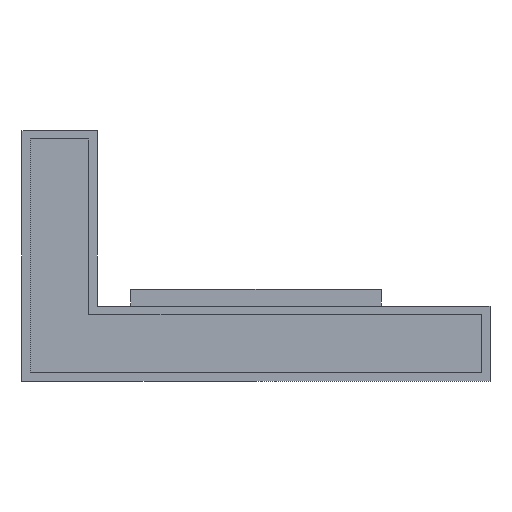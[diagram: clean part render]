
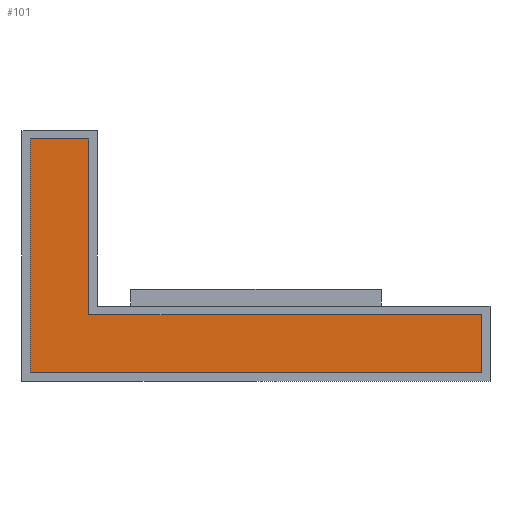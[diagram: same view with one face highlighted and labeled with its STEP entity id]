
A CAD part, front view. The second image highlights one B-rep face of the part: STEP entity #101.
In plain terms, the highlighted planar face has unit normal (0, -1, 0).
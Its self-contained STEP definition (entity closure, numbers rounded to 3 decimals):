
#101 = ADVANCED_FACE( '', ( #200 ), #201, .T. );
#200 = FACE_OUTER_BOUND( '', #291, .T. );
#201 = PLANE( '', #292 );
#291 = EDGE_LOOP( '', ( #520, #521, #522, #523, #524, #525 ) );
#292 = AXIS2_PLACEMENT_3D( '', #526, #527, #528 );
#520 = ORIENTED_EDGE( '', *, *, #566, .T. );
#521 = ORIENTED_EDGE( '', *, *, #561, .T. );
#522 = ORIENTED_EDGE( '', *, *, #574, .T. );
#523 = ORIENTED_EDGE( '', *, *, #578, .T. );
#524 = ORIENTED_EDGE( '', *, *, #614, .T. );
#525 = ORIENTED_EDGE( '', *, *, #591, .T. );
#526 = CARTESIAN_POINT( '', ( -2.7, -24.995, 1.4 ) );
#527 = DIRECTION( '', ( 0., -1., 0. ) );
#528 = DIRECTION( '', ( 0., 0., -1. ) );
#561 = EDGE_CURVE( '', #670, #671, #672, .T. );
#566 = EDGE_CURVE( '', #679, #670, #680, .T. );
#574 = EDGE_CURVE( '', #671, #691, #692, .T. );
#578 = EDGE_CURVE( '', #691, #697, #698, .T. );
#591 = EDGE_CURVE( '', #718, #679, #719, .T. );
#614 = EDGE_CURVE( '', #697, #718, #750, .T. );
#670 = VERTEX_POINT( '', #825 );
#671 = VERTEX_POINT( '', #826 );
#672 = LINE( '', #827, #828 );
#679 = VERTEX_POINT( '', #838 );
#680 = LINE( '', #839, #840 );
#691 = VERTEX_POINT( '', #856 );
#692 = LINE( '', #857, #858 );
#697 = VERTEX_POINT( '', #865 );
#698 = LINE( '', #866, #867 );
#718 = VERTEX_POINT( '', #896 );
#719 = LINE( '', #897, #898 );
#750 = LINE( '', #946, #947 );
#825 = CARTESIAN_POINT( '', ( -2.7, -24.995, 1.4 ) );
#826 = CARTESIAN_POINT( '', ( -2.7, -24.995, -1.4 ) );
#827 = CARTESIAN_POINT( '', ( -2.7, -24.995, 1.4 ) );
#828 = VECTOR( '', #988, 1000. );
#838 = CARTESIAN_POINT( '', ( -2., -24.995, 1.4 ) );
#839 = CARTESIAN_POINT( '', ( -2., -24.995, 1.4 ) );
#840 = VECTOR( '', #992, 1000. );
#856 = CARTESIAN_POINT( '', ( 2.7, -24.995, -1.4 ) );
#857 = CARTESIAN_POINT( '', ( -2.7, -24.995, -1.4 ) );
#858 = VECTOR( '', #998, 1000. );
#865 = CARTESIAN_POINT( '', ( 2.7, -24.995, -0.7 ) );
#866 = CARTESIAN_POINT( '', ( 2.7, -24.995, -1.4 ) );
#867 = VECTOR( '', #1001, 1000. );
#896 = CARTESIAN_POINT( '', ( -2., -24.995, -0.7 ) );
#897 = CARTESIAN_POINT( '', ( -2., -24.995, -0.7 ) );
#898 = VECTOR( '', #1011, 1000. );
#946 = CARTESIAN_POINT( '', ( 2.7, -24.995, -0.7 ) );
#947 = VECTOR( '', #1029, 1000. );
#988 = DIRECTION( '', ( 0., 0., -1. ) );
#992 = DIRECTION( '', ( -1., 0., 0. ) );
#998 = DIRECTION( '', ( 1., 0., 0. ) );
#1001 = DIRECTION( '', ( 0., 0., 1. ) );
#1011 = DIRECTION( '', ( 0., 0., 1. ) );
#1029 = DIRECTION( '', ( -1., 0., 0. ) );
